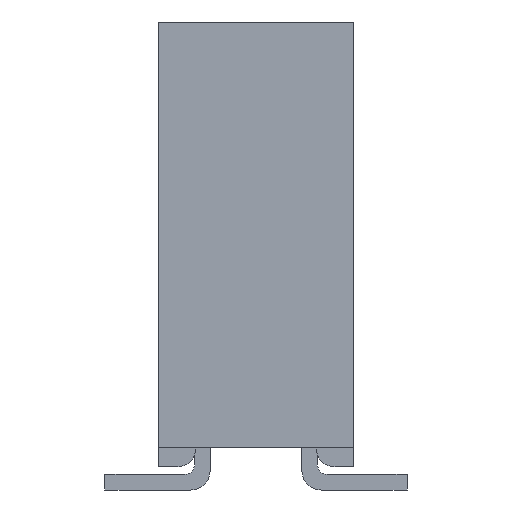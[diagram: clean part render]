
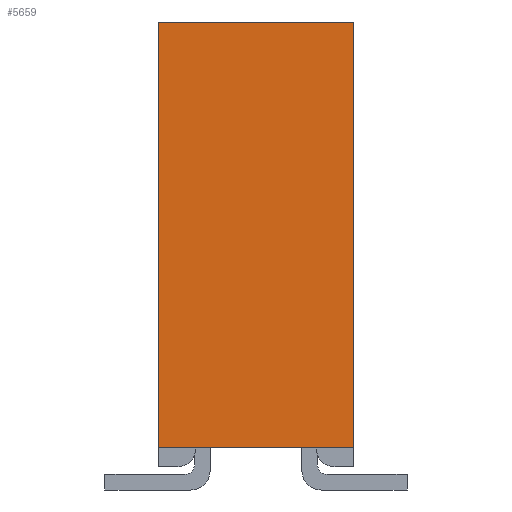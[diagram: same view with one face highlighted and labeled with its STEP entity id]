
A CAD part, left-side view. The second image highlights one B-rep face of the part: STEP entity #5659.
In plain terms, the highlighted planar face has unit normal (-1, 0, 0).
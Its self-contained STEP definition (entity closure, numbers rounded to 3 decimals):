
#5659 = ADVANCED_FACE('',(#5660),#5694,.F.);
#5660 = FACE_BOUND('',#5661,.T.);
#5661 = EDGE_LOOP('',(#5662,#5672,#5680,#5688));
#5662 = ORIENTED_EDGE('',*,*,#5663,.T.);
#5663 = EDGE_CURVE('',#5664,#5666,#5668,.T.);
#5664 = VERTEX_POINT('',#5665);
#5665 = CARTESIAN_POINT('',(-17.907,5.791,-1.27));
#5666 = VERTEX_POINT('',#5667);
#5667 = CARTESIAN_POINT('',(-17.907,0.254,-1.27));
#5668 = LINE('',#5669,#5670);
#5669 = CARTESIAN_POINT('',(-17.907,5.791,-1.27));
#5670 = VECTOR('',#5671,1.);
#5671 = DIRECTION('',(0.,-1.,0.));
#5672 = ORIENTED_EDGE('',*,*,#5673,.T.);
#5673 = EDGE_CURVE('',#5666,#5674,#5676,.T.);
#5674 = VERTEX_POINT('',#5675);
#5675 = CARTESIAN_POINT('',(-17.907,0.254,1.27));
#5676 = LINE('',#5677,#5678);
#5677 = CARTESIAN_POINT('',(-17.907,0.254,-0.787));
#5678 = VECTOR('',#5679,1.);
#5679 = DIRECTION('',(0.,0.,1.));
#5680 = ORIENTED_EDGE('',*,*,#5681,.F.);
#5681 = EDGE_CURVE('',#5682,#5674,#5684,.T.);
#5682 = VERTEX_POINT('',#5683);
#5683 = CARTESIAN_POINT('',(-17.907,5.791,1.27));
#5684 = LINE('',#5685,#5686);
#5685 = CARTESIAN_POINT('',(-17.907,5.791,1.27));
#5686 = VECTOR('',#5687,1.);
#5687 = DIRECTION('',(0.,-1.,0.));
#5688 = ORIENTED_EDGE('',*,*,#5689,.F.);
#5689 = EDGE_CURVE('',#5664,#5682,#5690,.T.);
#5690 = LINE('',#5691,#5692);
#5691 = CARTESIAN_POINT('',(-17.907,5.791,-1.27));
#5692 = VECTOR('',#5693,1.);
#5693 = DIRECTION('',(0.,0.,1.));
#5694 = PLANE('',#5695);
#5695 = AXIS2_PLACEMENT_3D('',#5696,#5697,#5698);
#5696 = CARTESIAN_POINT('',(-17.907,5.791,-1.27));
#5697 = DIRECTION('',(1.,0.,0.));
#5698 = DIRECTION('',(0.,0.,-1.));
